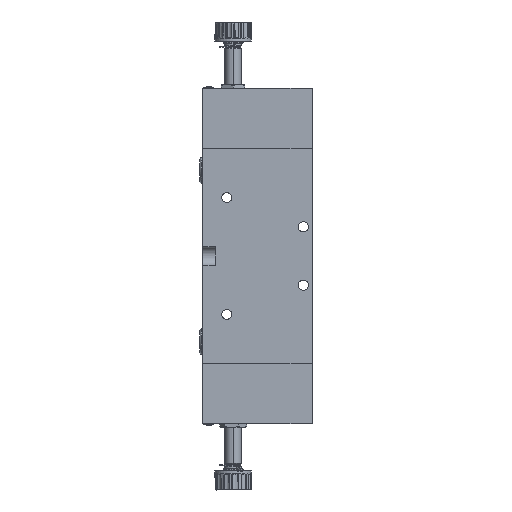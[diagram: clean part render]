
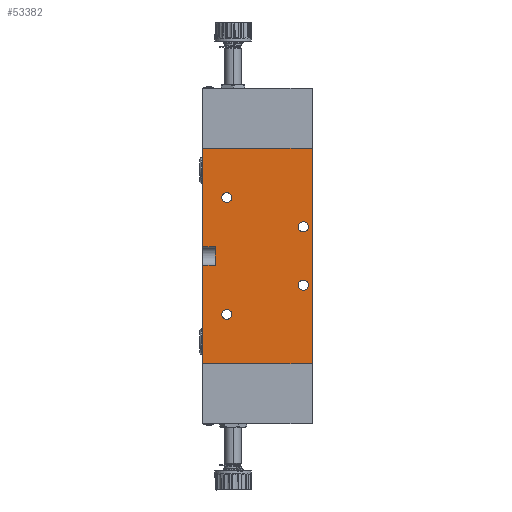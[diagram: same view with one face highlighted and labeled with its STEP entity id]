
A CAD part, left-side view. The second image highlights one B-rep face of the part: STEP entity #53382.
In plain terms, the highlighted planar face has unit normal (-1, 0, 0).
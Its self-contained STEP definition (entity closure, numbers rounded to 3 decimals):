
#411 = CIRCLE ( 'NONE', #31932, 2.75 ) ;
#463 = EDGE_CURVE ( 'NONE', #56156, #20528, #11610, .T. ) ;
#1464 = CARTESIAN_POINT ( 'NONE',  ( -20., 16.8, 24.25 ) ) ;
#1510 = EDGE_CURVE ( 'NONE', #17847, #63681, #26625, .T. ) ;
#1952 = CIRCLE ( 'NONE', #42665, 2.75 ) ;
#2357 = EDGE_CURVE ( 'NONE', #48851, #50562, #51771, .T. ) ;
#2748 = EDGE_CURVE ( 'NONE', #20528, #56156, #53278, .T. ) ;
#2825 = DIRECTION ( 'NONE',  ( 0., 1., 0. ) ) ;
#2864 = ORIENTED_EDGE ( 'NONE', *, *, #62548, .F. ) ;
#2953 = DIRECTION ( 'NONE',  ( -1., 0., 0. ) ) ;
#3034 = AXIS2_PLACEMENT_3D ( 'NONE', #42345, #11934, #47430 ) ;
#3618 = DIRECTION ( 'NONE',  ( -1., 0., 0. ) ) ;
#3815 = DIRECTION ( 'NONE',  ( 0., 0., -1. ) ) ;
#4213 = FACE_OUTER_BOUND ( 'NONE', #31877, .T. ) ;
#4688 = CARTESIAN_POINT ( 'NONE',  ( -20., 30., 118. ) ) ;
#5214 = ORIENTED_EDGE ( 'NONE', *, *, #33179, .F. ) ;
#5299 = EDGE_CURVE ( 'NONE', #40254, #24855, #411, .T. ) ;
#5481 = ORIENTED_EDGE ( 'NONE', *, *, #13943, .F. ) ;
#5564 = AXIS2_PLACEMENT_3D ( 'NONE', #51102, #20879, #56175 ) ;
#5880 = FACE_BOUND ( 'NONE', #27737, .T. ) ;
#6879 = VECTOR ( 'NONE', #23485, 1000. ) ;
#8475 = LINE ( 'NONE', #28575, #6879 ) ;
#9360 = VERTEX_POINT ( 'NONE', #29361 ) ;
#9490 = ORIENTED_EDGE ( 'NONE', *, *, #31028, .F. ) ;
#9994 = EDGE_CURVE ( 'NONE', #35614, #16786, #37572, .T. ) ;
#10464 = CARTESIAN_POINT ( 'NONE',  ( -20., 23., 118. ) ) ;
#11026 = CARTESIAN_POINT ( 'NONE',  ( -20., 30., 64. ) ) ;
#11183 = AXIS2_PLACEMENT_3D ( 'NONE', #20947, #56237, #26072 ) ;
#11610 = CIRCLE ( 'NONE', #5564, 2.75 ) ;
#11934 = DIRECTION ( 'NONE',  ( -1., 0., 0. ) ) ;
#12897 = VECTOR ( 'NONE', #26665, 1000. ) ;
#13040 = EDGE_CURVE ( 'NONE', #9360, #56419, #60641, .T. ) ;
#13732 = ORIENTED_EDGE ( 'NONE', *, *, #9994, .F. ) ;
#13943 = EDGE_CURVE ( 'NONE', #52708, #24434, #53332, .T. ) ;
#14388 = ORIENTED_EDGE ( 'NONE', *, *, #32295, .F. ) ;
#14440 = DIRECTION ( 'NONE',  ( 0., -1., 0. ) ) ;
#15540 = DIRECTION ( 'NONE',  ( -1., 0., 0. ) ) ;
#16767 = DIRECTION ( 'NONE',  ( 0., -1., 0. ) ) ;
#16786 = VERTEX_POINT ( 'NONE', #56174 ) ;
#17847 = VERTEX_POINT ( 'NONE', #61160 ) ;
#20098 = CARTESIAN_POINT ( 'NONE',  ( -20., 16.8, 88.25 ) ) ;
#20489 = ORIENTED_EDGE ( 'NONE', *, *, #13040, .F. ) ;
#20528 = VERTEX_POINT ( 'NONE', #61521 ) ;
#20879 = DIRECTION ( 'NONE',  ( -1., 0., 0. ) ) ;
#20947 = CARTESIAN_POINT ( 'NONE',  ( -20., 16.8, 27. ) ) ;
#21562 = CARTESIAN_POINT ( 'NONE',  ( -20., -30., 118. ) ) ;
#22631 = ORIENTED_EDGE ( 'NONE', *, *, #61833, .F. ) ;
#22996 = EDGE_CURVE ( 'NONE', #24855, #40254, #1952, .T. ) ;
#23485 = DIRECTION ( 'NONE',  ( 0., 0., -1. ) ) ;
#23687 = VECTOR ( 'NONE', #36249, 1000. ) ;
#24434 = VERTEX_POINT ( 'NONE', #40349 ) ;
#24438 = ORIENTED_EDGE ( 'NONE', *, *, #463, .F. ) ;
#24532 = AXIS2_PLACEMENT_3D ( 'NONE', #33542, #2953, #38598 ) ;
#24742 = CARTESIAN_POINT ( 'NONE',  ( -20., -30., 118. ) ) ;
#24855 = VERTEX_POINT ( 'NONE', #43562 ) ;
#24979 = ORIENTED_EDGE ( 'NONE', *, *, #49149, .F. ) ;
#25003 = DIRECTION ( 'NONE',  ( 1., 0., 0. ) ) ;
#26072 = DIRECTION ( 'NONE',  ( 0., 0., -1. ) ) ;
#26625 = LINE ( 'NONE', #26832, #65210 ) ;
#26665 = DIRECTION ( 'NONE',  ( 0., 1., 0. ) ) ;
#26832 = CARTESIAN_POINT ( 'NONE',  ( -20., -30., 54. ) ) ;
#27737 = EDGE_LOOP ( 'NONE', ( #2864, #22631 ) ) ;
#28575 = CARTESIAN_POINT ( 'NONE',  ( -20., -30., 118. ) ) ;
#29361 = CARTESIAN_POINT ( 'NONE',  ( -20., 23., 64. ) ) ;
#30419 = DIRECTION ( 'NONE',  ( -1., 0., 0. ) ) ;
#30503 = CIRCLE ( 'NONE', #41404, 2.75 ) ;
#31028 = EDGE_CURVE ( 'NONE', #50562, #52708, #8475, .T. ) ;
#31394 = ORIENTED_EDGE ( 'NONE', *, *, #2748, .F. ) ;
#31448 = VERTEX_POINT ( 'NONE', #33820 ) ;
#31877 = EDGE_LOOP ( 'NONE', ( #34484, #52292, #14388, #5481, #9490, #57065, #24979, #20489 ) ) ;
#31932 = AXIS2_PLACEMENT_3D ( 'NONE', #34198, #3618, #39252 ) ;
#32134 = VECTOR ( 'NONE', #40895, 1000. ) ;
#32295 = EDGE_CURVE ( 'NONE', #24434, #17847, #51755, .T. ) ;
#33179 = EDGE_CURVE ( 'NONE', #16786, #35614, #37454, .T. ) ;
#33542 = CARTESIAN_POINT ( 'NONE',  ( -20., -25.2, 43. ) ) ;
#33820 = CARTESIAN_POINT ( 'NONE',  ( -20., -25.2, 72.25 ) ) ;
#34198 = CARTESIAN_POINT ( 'NONE',  ( -20., 16.8, 91. ) ) ;
#34377 = DIRECTION ( 'NONE',  ( -1., 0., 0. ) ) ;
#34484 = ORIENTED_EDGE ( 'NONE', *, *, #40294, .F. ) ;
#35614 = VERTEX_POINT ( 'NONE', #1464 ) ;
#36249 = DIRECTION ( 'NONE',  ( 0., 0., 1. ) ) ;
#37454 = CIRCLE ( 'NONE', #3034, 2.75 ) ;
#37572 = CIRCLE ( 'NONE', #11183, 2.75 ) ;
#38274 = CIRCLE ( 'NONE', #56629, 2.75 ) ;
#38388 = VECTOR ( 'NONE', #50352, 1000. ) ;
#38398 = VECTOR ( 'NONE', #14440, 1000. ) ;
#38484 = CARTESIAN_POINT ( 'NONE',  ( -20., -30., 64. ) ) ;
#38598 = DIRECTION ( 'NONE',  ( 0., 0., -1. ) ) ;
#38728 = LINE ( 'NONE', #61356, #23687 ) ;
#39021 = EDGE_LOOP ( 'NONE', ( #24438, #31394 ) ) ;
#39252 = DIRECTION ( 'NONE',  ( 0., 0., -1. ) ) ;
#39753 = EDGE_LOOP ( 'NONE', ( #50431, #62554 ) ) ;
#40254 = VERTEX_POINT ( 'NONE', #20098 ) ;
#40294 = EDGE_CURVE ( 'NONE', #63681, #9360, #45524, .T. ) ;
#40349 = CARTESIAN_POINT ( 'NONE',  ( -20., 30., 0. ) ) ;
#40895 = DIRECTION ( 'NONE',  ( 0., 0., 1. ) ) ;
#41035 = AXIS2_PLACEMENT_3D ( 'NONE', #55179, #25003, #60295 ) ;
#41404 = AXIS2_PLACEMENT_3D ( 'NONE', #45888, #15540, #50932 ) ;
#41844 = CARTESIAN_POINT ( 'NONE',  ( -20., -30., 0. ) ) ;
#41967 = CARTESIAN_POINT ( 'NONE',  ( -20., 23., 54. ) ) ;
#42345 = CARTESIAN_POINT ( 'NONE',  ( -20., 16.8, 27. ) ) ;
#42665 = AXIS2_PLACEMENT_3D ( 'NONE', #64540, #34377, #3815 ) ;
#42746 = CARTESIAN_POINT ( 'NONE',  ( -20., -30., 0. ) ) ;
#43160 = FACE_BOUND ( 'NONE', #43515, .T. ) ;
#43515 = EDGE_LOOP ( 'NONE', ( #13732, #5214 ) ) ;
#43562 = CARTESIAN_POINT ( 'NONE',  ( -20., 16.8, 93.75 ) ) ;
#44758 = FACE_BOUND ( 'NONE', #39753, .T. ) ;
#45054 = PLANE ( 'NONE',  #41035 ) ;
#45433 = CARTESIAN_POINT ( 'NONE',  ( -20., -25.2, 77.75 ) ) ;
#45524 = LINE ( 'NONE', #10464, #32134 ) ;
#45888 = CARTESIAN_POINT ( 'NONE',  ( -20., -25.2, 75. ) ) ;
#47430 = DIRECTION ( 'NONE',  ( 0., 0., -1. ) ) ;
#48735 = CARTESIAN_POINT ( 'NONE',  ( -20., -25.2, 40.25 ) ) ;
#48851 = VERTEX_POINT ( 'NONE', #58742 ) ;
#49149 = EDGE_CURVE ( 'NONE', #56419, #48851, #38728, .T. ) ;
#50352 = DIRECTION ( 'NONE',  ( 0., 0., 1. ) ) ;
#50431 = ORIENTED_EDGE ( 'NONE', *, *, #5299, .F. ) ;
#50562 = VERTEX_POINT ( 'NONE', #21562 ) ;
#50932 = DIRECTION ( 'NONE',  ( 0., 0., -1. ) ) ;
#51102 = CARTESIAN_POINT ( 'NONE',  ( -20., -25.2, 43. ) ) ;
#51755 = LINE ( 'NONE', #4688, #38388 ) ;
#51771 = LINE ( 'NONE', #24742, #38398 ) ;
#52292 = ORIENTED_EDGE ( 'NONE', *, *, #1510, .F. ) ;
#52708 = VERTEX_POINT ( 'NONE', #42746 ) ;
#53278 = CIRCLE ( 'NONE', #24532, 2.75 ) ;
#53332 = LINE ( 'NONE', #41844, #12897 ) ;
#53382 = ADVANCED_FACE ( 'NONE', ( #5880, #58173, #4213, #44758, #43160 ), #45054, .F. ) ;
#55179 = CARTESIAN_POINT ( 'NONE',  ( -20., -30., 118. ) ) ;
#56156 = VERTEX_POINT ( 'NONE', #48735 ) ;
#56174 = CARTESIAN_POINT ( 'NONE',  ( -20., 16.8, 29.75 ) ) ;
#56175 = DIRECTION ( 'NONE',  ( 0., 0., -1. ) ) ;
#56237 = DIRECTION ( 'NONE',  ( -1., 0., 0. ) ) ;
#56419 = VERTEX_POINT ( 'NONE', #11026 ) ;
#56629 = AXIS2_PLACEMENT_3D ( 'NONE', #60672, #30419, #65679 ) ;
#57065 = ORIENTED_EDGE ( 'NONE', *, *, #2357, .F. ) ;
#58155 = VERTEX_POINT ( 'NONE', #45433 ) ;
#58173 = FACE_BOUND ( 'NONE', #39021, .T. ) ;
#58742 = CARTESIAN_POINT ( 'NONE',  ( -20., 30., 118. ) ) ;
#59043 = VECTOR ( 'NONE', #2825, 1000. ) ;
#60295 = DIRECTION ( 'NONE',  ( 0., 0., -1. ) ) ;
#60641 = LINE ( 'NONE', #38484, #59043 ) ;
#60672 = CARTESIAN_POINT ( 'NONE',  ( -20., -25.2, 75. ) ) ;
#61160 = CARTESIAN_POINT ( 'NONE',  ( -20., 30., 54. ) ) ;
#61356 = CARTESIAN_POINT ( 'NONE',  ( -20., 30., 118. ) ) ;
#61521 = CARTESIAN_POINT ( 'NONE',  ( -20., -25.2, 45.75 ) ) ;
#61833 = EDGE_CURVE ( 'NONE', #58155, #31448, #30503, .T. ) ;
#62548 = EDGE_CURVE ( 'NONE', #31448, #58155, #38274, .T. ) ;
#62554 = ORIENTED_EDGE ( 'NONE', *, *, #22996, .F. ) ;
#63681 = VERTEX_POINT ( 'NONE', #41967 ) ;
#64540 = CARTESIAN_POINT ( 'NONE',  ( -20., 16.8, 91. ) ) ;
#65210 = VECTOR ( 'NONE', #16767, 1000. ) ;
#65679 = DIRECTION ( 'NONE',  ( 0., 0., -1. ) ) ;
